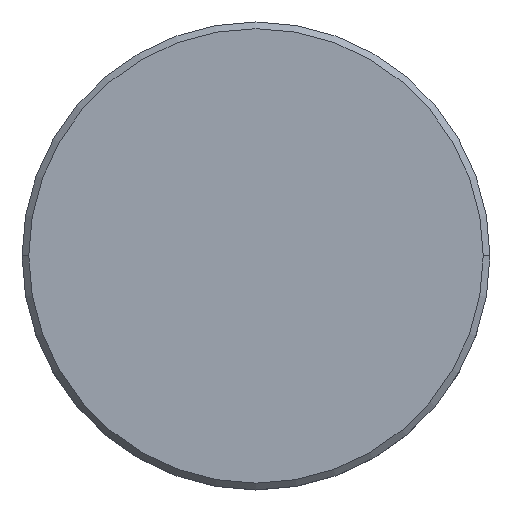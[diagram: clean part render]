
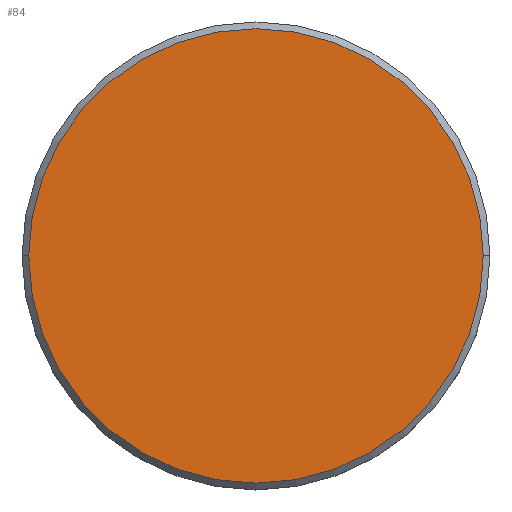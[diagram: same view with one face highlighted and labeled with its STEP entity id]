
A CAD part, top view. The second image highlights one B-rep face of the part: STEP entity #84.
In plain terms, the highlighted planar face has unit normal (0, 0, 1).
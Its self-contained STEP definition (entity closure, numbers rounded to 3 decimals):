
#54 = DIRECTION ( 'NONE',  ( 1., 0., 0. ) ) ;
#84 = ADVANCED_FACE ( 'NONE', ( #236 ), #878, .T. ) ;
#98 = AXIS2_PLACEMENT_3D ( 'NONE', #1170, #691, #603 ) ;
#110 = EDGE_LOOP ( 'NONE', ( #835, #836 ) ) ;
#126 = DIRECTION ( 'NONE',  ( 1., 0., 0. ) ) ;
#157 = CIRCLE ( 'NONE', #98, 17. ) ;
#236 = FACE_OUTER_BOUND ( 'NONE', #110, .T. ) ;
#275 = VERTEX_POINT ( 'NONE', #675 ) ;
#354 = CARTESIAN_POINT ( 'NONE',  ( 17., 0., 0. ) ) ;
#398 = VERTEX_POINT ( 'NONE', #354 ) ;
#420 = DIRECTION ( 'NONE',  ( 0., 0., 1. ) ) ;
#574 = DIRECTION ( 'NONE',  ( 0., 0., 1. ) ) ;
#576 = AXIS2_PLACEMENT_3D ( 'NONE', #873, #420, #54 ) ;
#603 = DIRECTION ( 'NONE',  ( 1., 0., 0. ) ) ;
#675 = CARTESIAN_POINT ( 'NONE',  ( -17., 0., 0. ) ) ;
#691 = DIRECTION ( 'NONE',  ( 0., 0., 1. ) ) ;
#698 = EDGE_CURVE ( 'NONE', #275, #398, #976, .T. ) ;
#835 = ORIENTED_EDGE ( 'NONE', *, *, #698, .T. ) ;
#836 = ORIENTED_EDGE ( 'NONE', *, *, #963, .T. ) ;
#873 = CARTESIAN_POINT ( 'NONE',  ( 0., 0., 0. ) ) ;
#878 = PLANE ( 'NONE',  #576 ) ;
#963 = EDGE_CURVE ( 'NONE', #398, #275, #157, .T. ) ;
#976 = CIRCLE ( 'NONE', #1031, 17. ) ;
#1031 = AXIS2_PLACEMENT_3D ( 'NONE', #1117, #574, #126 ) ;
#1117 = CARTESIAN_POINT ( 'NONE',  ( 0., 0., 0. ) ) ;
#1170 = CARTESIAN_POINT ( 'NONE',  ( 0., 0., 0. ) ) ;
